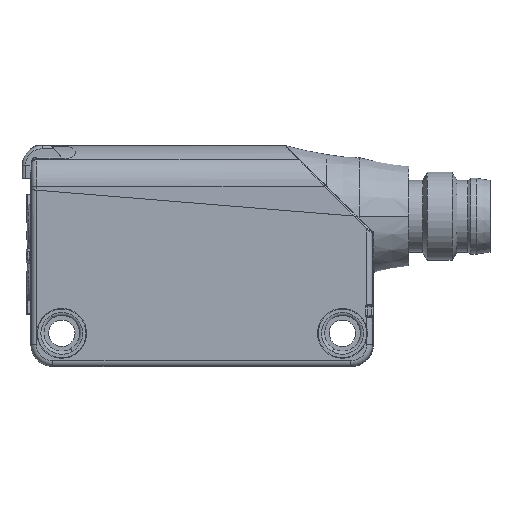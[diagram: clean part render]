
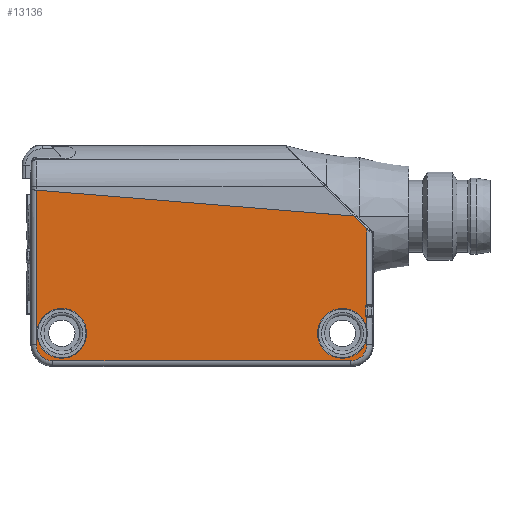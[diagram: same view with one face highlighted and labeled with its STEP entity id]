
A CAD part, left-side view. The second image highlights one B-rep face of the part: STEP entity #13136.
In plain terms, the highlighted planar face has unit normal (-1, 0, 0).
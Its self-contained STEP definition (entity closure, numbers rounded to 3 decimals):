
#2278=CARTESIAN_POINT('',(-5.5,3.454,-2.2));
#3553=CARTESIAN_POINT('',(-5.5,2.287,
-11.392));
#3569=DIRECTION('',(0.,0.,1.));
#3570=VECTOR('',#3569,0.592);
#3571=CARTESIAN_POINT('',(-5.5,2.287,
-13.812));
#3572=LINE('',#3571,#3570);
#3585=CARTESIAN_POINT('',(-5.5,2.287,-12.404));
#3587=DIRECTION('',(0.,0.,1.));
#3588=VECTOR('',#3587,1.012);
#3589=CARTESIAN_POINT('',(-5.5,2.287,-12.404));
#3590=LINE('',#3589,#3588);
#3621=CARTESIAN_POINT('',(-5.5,2.2,-10.412));
#3622=DIRECTION('',(-1.,0.,0.));
#3623=DIRECTION('',(0.,0.437,0.9));
#3624=AXIS2_PLACEMENT_3D('',#3621,#3622,#3623);
#3626=CARTESIAN_POINT('',(-5.5,2.2,-11.212));
#3627=DIRECTION('',(-1.,0.,0.));
#3628=DIRECTION('',(0.,1.,0.));
#3629=AXIS2_PLACEMENT_3D('',#3626,#3627,#3628);
#3631=CARTESIAN_POINT('',(-5.5,4.5,-12.812));
#3632=DIRECTION('',(-1.,0.,0.));
#3633=DIRECTION('',(0.,-0.983,0.181));
#3634=AXIS2_PLACEMENT_3D('',#3631,#3632,#3633);
#3636=CARTESIAN_POINT('',(-5.5,4.5,-12.812));
#3637=DIRECTION('',(-1.,0.,0.));
#3638=DIRECTION('',(0.,0.,1.));
#3639=AXIS2_PLACEMENT_3D('',#3636,#3637,#3638);
#3641=CARTESIAN_POINT('',(-5.5,4.5,-12.812));
#3642=DIRECTION('',(-1.,0.,0.));
#3643=DIRECTION('',(0.,0.,-1.));
#3644=AXIS2_PLACEMENT_3D('',#3641,#3642,#3643);
#3646=CARTESIAN_POINT('',(-5.5,3.787,
-13.812));
#3647=DIRECTION('',(1.,0.,0.));
#3648=DIRECTION('',(0.,-1.,0.));
#3649=AXIS2_PLACEMENT_3D('',#3646,#3647,#3648);
#3651=CARTESIAN_POINT('',(-5.5,30.7,-13.812));
#3652=DIRECTION('',(1.,0.,0.));
#3653=DIRECTION('',(0.,0.,-1.));
#3654=AXIS2_PLACEMENT_3D('',#3651,#3652,#3653);
#3656=DIRECTION('',(0.,-0.997,-0.081));
#3657=VECTOR('',#3656,28.842);
#3658=CARTESIAN_POINT('',(-5.5,32.2,0.147));
#3659=LINE('',#3658,#3657);
#3660=DIRECTION('',(0.,-0.707,-0.707));
#3661=VECTOR('',#3660,1.65);
#3662=CARTESIAN_POINT('',(-5.5,3.454,-2.2));
#3663=LINE('',#3662,#3661);
#3664=CARTESIAN_POINT('',(-5.5,29.9,-12.812));
#3665=DIRECTION('',(-1.,0.,0.));
#3666=DIRECTION('',(0.,0.,1.));
#3667=AXIS2_PLACEMENT_3D('',#3664,#3665,#3666);
#3669=CARTESIAN_POINT('',(-5.5,29.9,-12.812));
#3670=DIRECTION('',(-1.,0.,0.));
#3671=DIRECTION('',(0.,0.,-1.));
#3672=AXIS2_PLACEMENT_3D('',#3669,#3670,#3671);
#3716=DIRECTION('',(0.,0.,1.));
#3717=VECTOR('',#3716,6.866);
#3718=CARTESIAN_POINT('',(-5.5,2.287,
-10.232));
#3719=LINE('',#3718,#3717);
#3890=DIRECTION('',(0.,0.,1.));
#3891=VECTOR('',#3890,0.8);
#3892=CARTESIAN_POINT('',(-5.5,2.4,
-11.212));
#3893=LINE('',#3892,#3891);
#4022=DIRECTION('',(0.,-1.,0.));
#4023=VECTOR('',#4022,26.912);
#4024=CARTESIAN_POINT('',(-5.5,30.7,
-15.312));
#4025=LINE('',#4024,#4023);
#4457=DIRECTION('',(0.,0.,-1.));
#4458=VECTOR('',#4457,13.959);
#4459=CARTESIAN_POINT('',(-5.5,32.2,0.147));
#4460=LINE('',#4459,#4458);
#8298=VERTEX_POINT('',#2278);
#8299=CARTESIAN_POINT('',(-5.5,32.2,0.147));
#8300=VERTEX_POINT('',#8299);
#8613=VERTEX_POINT('',#3553);
#8614=CARTESIAN_POINT('',(-5.5,2.287,-13.812));
#8615=VERTEX_POINT('',#8614);
#8616=CARTESIAN_POINT('',(-5.5,2.287,-13.221));
#8617=VERTEX_POINT('',#8616);
#8619=VERTEX_POINT('',#3585);
#8625=CARTESIAN_POINT('',(-5.5,2.4,
-11.212));
#8626=VERTEX_POINT('',#8625);
#8627=CARTESIAN_POINT('',(-5.5,2.287,
-10.232));
#8628=CARTESIAN_POINT('',(-5.5,2.4,
-10.412));
#8629=VERTEX_POINT('',#8627);
#8630=VERTEX_POINT('',#8628);
#8631=CARTESIAN_POINT('',(-5.5,4.5,-10.562));
#8632=VERTEX_POINT('',#8631);
#8633=CARTESIAN_POINT('',(-5.5,4.5,-15.062));
#8634=VERTEX_POINT('',#8633);
#8635=CARTESIAN_POINT('',(-5.5,3.788,
-15.312));
#8636=VERTEX_POINT('',#8635);
#8637=CARTESIAN_POINT('',(-5.5,30.7,
-15.312));
#8638=VERTEX_POINT('',#8637);
#8639=CARTESIAN_POINT('',(-5.5,32.2,-13.812));
#8640=VERTEX_POINT('',#8639);
#8641=CARTESIAN_POINT('',(-5.5,2.287,
-3.366));
#8642=VERTEX_POINT('',#8641);
#8643=CARTESIAN_POINT('',(-5.5,29.9,-10.562));
#8644=CARTESIAN_POINT('',(-5.5,29.9,-15.062));
#8645=VERTEX_POINT('',#8643);
#8646=VERTEX_POINT('',#8644);
#13097=CARTESIAN_POINT('',(-5.5,17.244,-7.583));
#13098=DIRECTION('',(1.,0.,0.));
#13099=DIRECTION('',(0.,-1.,0.));
#13100=AXIS2_PLACEMENT_3D('',#13097,#13098,#13099);
#13101=PLANE('',#13100);
#13103=ORIENTED_EDGE('',*,*,#13102,.T.);
#13105=ORIENTED_EDGE('',*,*,#13104,.F.);
#13106=ORIENTED_EDGE('',*,*,#13083,.T.);
#13107=ORIENTED_EDGE('',*,*,#13000,.F.);
#13109=ORIENTED_EDGE('',*,*,#13108,.T.);
#13111=ORIENTED_EDGE('',*,*,#13110,.T.);
#13113=ORIENTED_EDGE('',*,*,#13112,.T.);
#13114=ORIENTED_EDGE('',*,*,#12994,.F.);
#13116=ORIENTED_EDGE('',*,*,#13115,.T.);
#13118=ORIENTED_EDGE('',*,*,#13117,.F.);
#13120=ORIENTED_EDGE('',*,*,#13119,.T.);
#13122=ORIENTED_EDGE('',*,*,#13121,.F.);
#13123=ORIENTED_EDGE('',*,*,#10675,.T.);
#13125=ORIENTED_EDGE('',*,*,#13124,.T.);
#13127=ORIENTED_EDGE('',*,*,#13126,.F.);
#13128=EDGE_LOOP('',(#13103,#13105,#13106,#13107,#13109,#13111,#13113,#13114,
#13116,#13118,#13120,#13122,#13123,#13125,#13127));
#13129=FACE_OUTER_BOUND('',#13128,.F.);
#13131=ORIENTED_EDGE('',*,*,#13130,.T.);
#13133=ORIENTED_EDGE('',*,*,#13132,.T.);
#13134=EDGE_LOOP('',(#13131,#13133));
#13135=FACE_BOUND('',#13134,.F.);
#13136=ADVANCED_FACE('',(#13129,#13135),#13101,.F.);
#3625=CIRCLE('',#3624,0.2);
#3630=CIRCLE('',#3629,0.2);
#3635=CIRCLE('',#3634,2.25);
#3640=CIRCLE('',#3639,2.25);
#3645=CIRCLE('',#3644,2.25);
#3650=CIRCLE('',#3649,1.5);
#3655=CIRCLE('',#3654,1.5);
#3668=CIRCLE('',#3667,2.25);
#3673=CIRCLE('',#3672,2.25);
#10675=EDGE_CURVE('',#8300,#8298,#3659,.T.);
#12994=EDGE_CURVE('',#8615,#8617,#3572,.T.);
#13000=EDGE_CURVE('',#8619,#8613,#3590,.T.);
#13083=EDGE_CURVE('',#8626,#8613,#3630,.T.);
#13102=EDGE_CURVE('',#8629,#8630,#3625,.T.);
#13104=EDGE_CURVE('',#8626,#8630,#3893,.T.);
#13108=EDGE_CURVE('',#8619,#8632,#3635,.T.);
#13110=EDGE_CURVE('',#8632,#8634,#3640,.T.);
#13112=EDGE_CURVE('',#8634,#8617,#3645,.T.);
#13115=EDGE_CURVE('',#8615,#8636,#3650,.T.);
#13117=EDGE_CURVE('',#8638,#8636,#4025,.T.);
#13119=EDGE_CURVE('',#8638,#8640,#3655,.T.);
#13121=EDGE_CURVE('',#8300,#8640,#4460,.T.);
#13124=EDGE_CURVE('',#8298,#8642,#3663,.T.);
#13126=EDGE_CURVE('',#8629,#8642,#3719,.T.);
#13130=EDGE_CURVE('',#8645,#8646,#3668,.T.);
#13132=EDGE_CURVE('',#8646,#8645,#3673,.T.);
